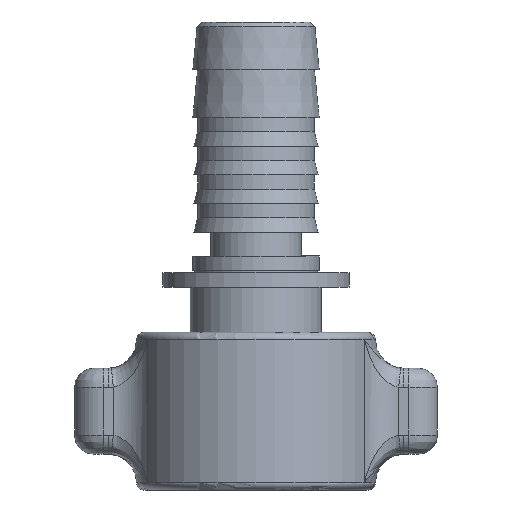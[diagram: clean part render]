
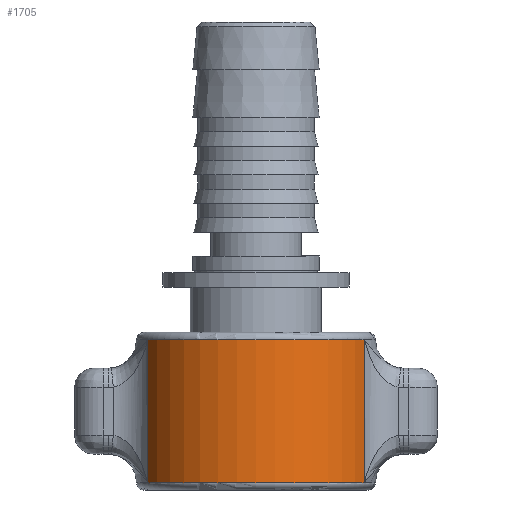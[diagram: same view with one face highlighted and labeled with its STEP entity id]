
A CAD part, left-side view. The second image highlights one B-rep face of the part: STEP entity #1705.
In plain terms, the highlighted cylindrical face has radius 25 mm (diameter 50 mm), a partial arc.
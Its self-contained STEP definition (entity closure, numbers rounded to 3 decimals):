
#133=CYLINDRICAL_SURFACE('',#1858,25.);
#170=FACE_OUTER_BOUND('',#278,.T.);
#278=EDGE_LOOP('',(#1130,#1131,#1132,#1133,#1134,#1135));
#394=LINE('',#2687,#450);
#395=LINE('',#2692,#451);
#450=VECTOR('',#2151,10.);
#451=VECTOR('',#2156,10.);
#518=CIRCLE('',#1850,25.);
#520=CIRCLE('',#1852,25.);
#525=CIRCLE('',#1859,25.);
#526=CIRCLE('',#1860,25.);
#679=VERTEX_POINT('',#2667);
#680=VERTEX_POINT('',#2669);
#681=VERTEX_POINT('',#2672);
#686=VERTEX_POINT('',#2686);
#687=VERTEX_POINT('',#2688);
#688=VERTEX_POINT('',#2690);
#849=EDGE_CURVE('',#679,#680,#518,.T.);
#851=EDGE_CURVE('',#680,#681,#520,.T.);
#858=EDGE_CURVE('',#686,#679,#394,.T.);
#859=EDGE_CURVE('',#687,#686,#525,.T.);
#860=EDGE_CURVE('',#688,#687,#526,.T.);
#861=EDGE_CURVE('',#681,#688,#395,.T.);
#1130=ORIENTED_EDGE('',*,*,#849,.F.);
#1131=ORIENTED_EDGE('',*,*,#858,.F.);
#1132=ORIENTED_EDGE('',*,*,#859,.F.);
#1133=ORIENTED_EDGE('',*,*,#860,.F.);
#1134=ORIENTED_EDGE('',*,*,#861,.F.);
#1135=ORIENTED_EDGE('',*,*,#851,.F.);
#1705=ADVANCED_FACE('',(#170),#133,.T.);
#1850=AXIS2_PLACEMENT_3D('',#2670,#2131,#2132);
#1852=AXIS2_PLACEMENT_3D('',#2673,#2135,#2136);
#1858=AXIS2_PLACEMENT_3D('',#2685,#2149,#2150);
#1859=AXIS2_PLACEMENT_3D('',#2689,#2152,#2153);
#1860=AXIS2_PLACEMENT_3D('',#2691,#2154,#2155);
#2131=DIRECTION('center_axis',(0.,0.,-1.));
#2132=DIRECTION('ref_axis',(-1.,0.,0.));
#2135=DIRECTION('center_axis',(0.,0.,-1.));
#2136=DIRECTION('ref_axis',(-1.,0.,0.));
#2149=DIRECTION('center_axis',(0.,0.,1.));
#2150=DIRECTION('ref_axis',(-1.,0.,0.));
#2151=DIRECTION('',(0.,0.,-1.));
#2152=DIRECTION('center_axis',(0.,0.,1.));
#2153=DIRECTION('ref_axis',(-1.,0.,0.));
#2154=DIRECTION('center_axis',(0.,0.,1.));
#2155=DIRECTION('ref_axis',(-1.,0.,0.));
#2156=DIRECTION('',(0.,0.,1.));
#2667=CARTESIAN_POINT('',(-10.606,-22.639,-15.));
#2669=CARTESIAN_POINT('',(-25.,0.,-15.));
#2670=CARTESIAN_POINT('Origin',(0.,0.,-15.));
#2672=CARTESIAN_POINT('',(-10.606,22.639,-15.));
#2673=CARTESIAN_POINT('Origin',(0.,0.,-15.));
#2685=CARTESIAN_POINT('Origin',(0.,0.,0.));
#2686=CARTESIAN_POINT('',(-10.606,-22.639,15.));
#2687=CARTESIAN_POINT('',(-10.606,-22.639,0.));
#2688=CARTESIAN_POINT('',(-25.,0.,15.));
#2689=CARTESIAN_POINT('Origin',(0.,0.,15.));
#2690=CARTESIAN_POINT('',(-10.606,22.639,15.));
#2691=CARTESIAN_POINT('Origin',(0.,0.,15.));
#2692=CARTESIAN_POINT('',(-10.606,22.639,0.));
